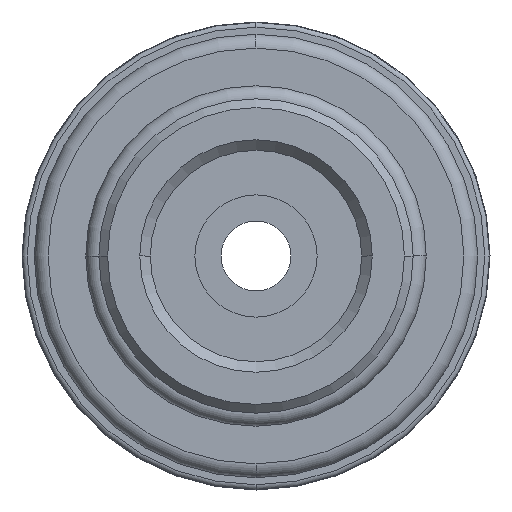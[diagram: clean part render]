
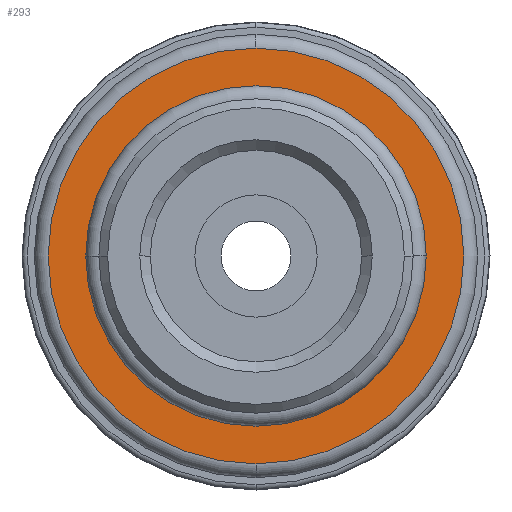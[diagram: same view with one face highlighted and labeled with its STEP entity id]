
A CAD part, front view. The second image highlights one B-rep face of the part: STEP entity #293.
In plain terms, the highlighted planar face has unit normal (0, -1, 0).
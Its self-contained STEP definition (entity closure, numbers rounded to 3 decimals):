
#293=ADVANCED_FACE('',(#643,#644),#645,.T.);
#643=FACE_BOUND('',#30341,.T.);
#644=FACE_OUTER_BOUND('',#30342,.T.);
#645=PLANE('',#30343);
#30341=EDGE_LOOP('',(#31103,#31104,#31105));
#30342=EDGE_LOOP('',(#31106,#31107,#31108));
#30343=AXIS2_PLACEMENT_3D('',#31109,#31110,#31111);
#31103=ORIENTED_EDGE('',*,*,#31673,.T.);
#31104=ORIENTED_EDGE('',*,*,#31802,.T.);
#31105=ORIENTED_EDGE('',*,*,#31674,.T.);
#31106=ORIENTED_EDGE('',*,*,#31707,.F.);
#31107=ORIENTED_EDGE('',*,*,#31706,.F.);
#31108=ORIENTED_EDGE('',*,*,#31796,.F.);
#31109=CARTESIAN_POINT('',(10.45,2.5,0.0));
#31110=DIRECTION('',(-0.0,-1.0,-0.0));
#31111=DIRECTION('',(-1.0,0.0,0.0));
#31673=EDGE_CURVE('',#32133,#32131,#32134,.T.);
#31674=EDGE_CURVE('',#32135,#32133,#32136,.T.);
#31706=EDGE_CURVE('',#32186,#32189,#32190,.T.);
#31707=EDGE_CURVE('',#32189,#32191,#32192,.T.);
#31796=EDGE_CURVE('',#32191,#32186,#32331,.T.);
#31802=EDGE_CURVE('',#32131,#32135,#32337,.T.);
#32131=VERTEX_POINT('',#35078);
#32133=VERTEX_POINT('',#35080);
#32134=CIRCLE('',#35081,9.75);
#32135=VERTEX_POINT('',#35082);
#32136=CIRCLE('',#35083,9.75);
#32186=VERTEX_POINT('',#35163);
#32189=VERTEX_POINT('',#35166);
#32190=CIRCLE('',#35167,11.9);
#32191=VERTEX_POINT('',#35168);
#32192=CIRCLE('',#35169,11.9);
#32331=CIRCLE('',#35425,11.9);
#32337=CIRCLE('',#35442,9.75);
#35078=CARTESIAN_POINT('',(9.75,2.5,0.));
#35080=CARTESIAN_POINT('',(0.,2.5,9.75));
#35081=AXIS2_PLACEMENT_3D('',#36111,#36112,#36113);
#35082=CARTESIAN_POINT('',(-9.75,2.5,0.));
#35083=AXIS2_PLACEMENT_3D('',#36114,#36115,#36116);
#35163=CARTESIAN_POINT('',(0.,2.5,11.9));
#35166=CARTESIAN_POINT('',(11.9,2.5,0.0));
#35167=AXIS2_PLACEMENT_3D('',#36167,#36168,#36169);
#35168=CARTESIAN_POINT('',(0.,2.5,-11.9));
#35169=AXIS2_PLACEMENT_3D('',#36170,#36171,#36172);
#35425=AXIS2_PLACEMENT_3D('',#36314,#36315,#36316);
#35442=AXIS2_PLACEMENT_3D('',#36323,#36324,#36325);
#36111=CARTESIAN_POINT('',(0.0,2.5,0.0));
#36112=DIRECTION('',(0.0,1.0,0.0));
#36113=DIRECTION('',(0.0,0.0,-1.0));
#36114=CARTESIAN_POINT('',(0.0,2.5,0.0));
#36115=DIRECTION('',(0.0,1.0,0.0));
#36116=DIRECTION('',(0.0,0.0,-1.0));
#36167=CARTESIAN_POINT('',(0.0,2.5,0.0));
#36168=DIRECTION('',(-0.0,1.0,0.0));
#36169=DIRECTION('',(1.0,0.0,0.0));
#36170=CARTESIAN_POINT('',(0.0,2.5,0.0));
#36171=DIRECTION('',(-0.0,1.0,0.0));
#36172=DIRECTION('',(1.0,0.0,0.0));
#36314=CARTESIAN_POINT('',(0.0,2.5,0.0));
#36315=DIRECTION('',(-0.0,1.0,0.0));
#36316=DIRECTION('',(1.0,0.0,0.0));
#36323=CARTESIAN_POINT('',(0.0,2.5,0.0));
#36324=DIRECTION('',(0.0,1.0,0.0));
#36325=DIRECTION('',(0.0,0.0,-1.0));
